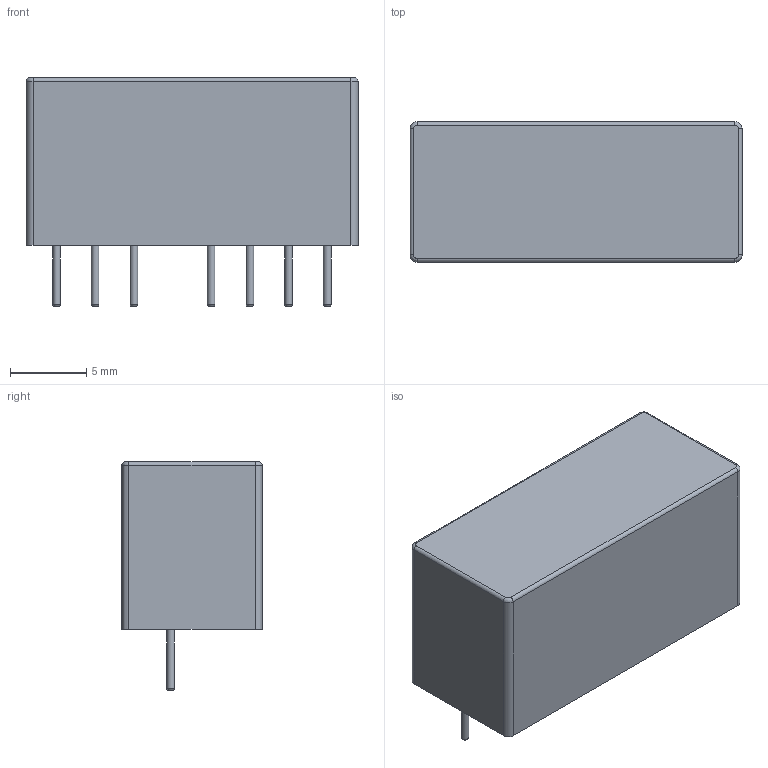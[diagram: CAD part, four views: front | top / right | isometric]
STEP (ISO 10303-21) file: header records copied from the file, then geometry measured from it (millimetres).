
FILE_DESCRIPTION(/* description */ ('model of Converter_DCDC_TRACO_TMR-xxxx_THT'),/* implementation_level */ '2;1');
FILE_NAME(/* name */ 'Converter_DCDC_TRACO_TMR-xxxx_THT.step',/* time_stamp */ '2018-03-25T16:12:08',/* author */ ('kicad StepUp','ksu'),/* organization */ ('FreeCAD'),/* preprocessor_version */ 'OCC',/* originating_system */ 'kicad StepUp',/* authorisation */ '');
FILE_SCHEMA(('AUTOMOTIVE_DESIGN { 1 0 10303 214 1 1 1 1 }'));
Length unit declared in the file: millimetre
Products named in the file (5): ASSEMBLY; Converter_DCDC_TRACO_TMR_xxxx_THT001; Shape0_886778614524; Shape0_0642397561775; Converter_DCDC_TRACO_TMR_xxxx_THT
Assembly tree (4 placements, depth 2):
  ASSEMBLY
    Converter_DCDC_TRACO_TMR_xxxx_THT001
    Shape0_886778614524
    Shape0_0642397561775
    Converter_DCDC_TRACO_TMR_xxxx_THT
Bounding box: 21.8 x 9.2 x 15 mm (x, y, z)
Surface area: 2183.4 mm2
Topology: 10 solids, 10 shells, 70 faces, 127 edges, 77 vertices
Faces by surface type: plane 32, cylinder 23, torus 15
Full cylindrical faces by diameter (mm): 0.5 x7
Entity records: 1875 total; most frequent: DIRECTION 345, CARTESIAN_POINT 279, ORIENTED_EDGE 254, AXIS2_PLACEMENT_3D 143, EDGE_CURVE 127, VERTEX_POINT 77, ADVANCED_FACE 70, FACE_BOUND 70
